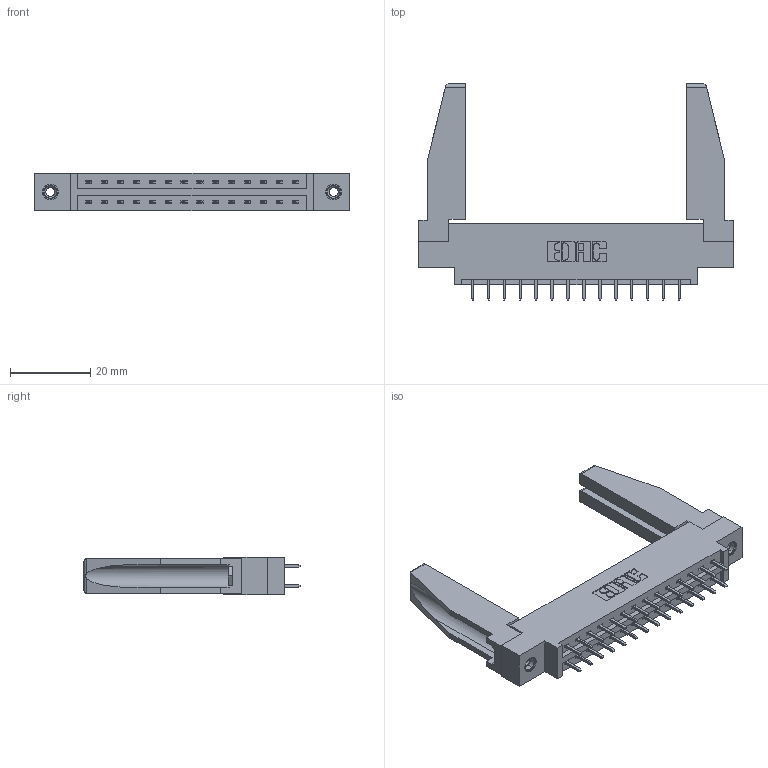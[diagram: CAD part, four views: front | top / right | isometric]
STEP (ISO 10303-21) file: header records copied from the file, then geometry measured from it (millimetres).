
FILE_DESCRIPTION (( 'STEP AP203' ), '1' );
FILE_NAME ('337-028-521-878.STEP', '2019-10-10T22:31:59', ( '' ), ( '' ), 'SwSTEP 2.0', 'SolidWorks 2016', '' );
FILE_SCHEMA (( 'CONFIG_CONTROL_DESIGN' ));
Length unit declared in the file: inch
Products named in the file (5): 337 Part_0.170 Offset - 0.156 Dia-TI; 345-250-001_345-250-001-102; 345-292-001_345-293-121; 307-220-078; 337-028-521-878
Assembly tree (33 placements, depth 2):
  337-028-521-878
    337 Part_0.170 Offset - 0.156 Dia-TI
    345-292-001_345-293-121  x28
    345-250-001_345-250-001-102  x2
    307-220-078  x2
Bounding box: 78.49 x 53.85 x 9.4 mm (x, y, z)
Volume: 11763.2 mm3; surface area: 12367.1 mm2
Topology: 33 solids, 33 shells, 1760 faces, 5161 edges, 3394 vertices
Faces by surface type: plane 1222, cylinder 522, cone 12, torus 4
Entity records: 17066 total; most frequent: CARTESIAN_POINT 2900, ORIENTED_EDGE 2792, DIRECTION 2524, EDGE_CURVE 1396, VECTOR 1230, LINE 1230, VERTEX_POINT 924, AXIS2_PLACEMENT_3D 647
